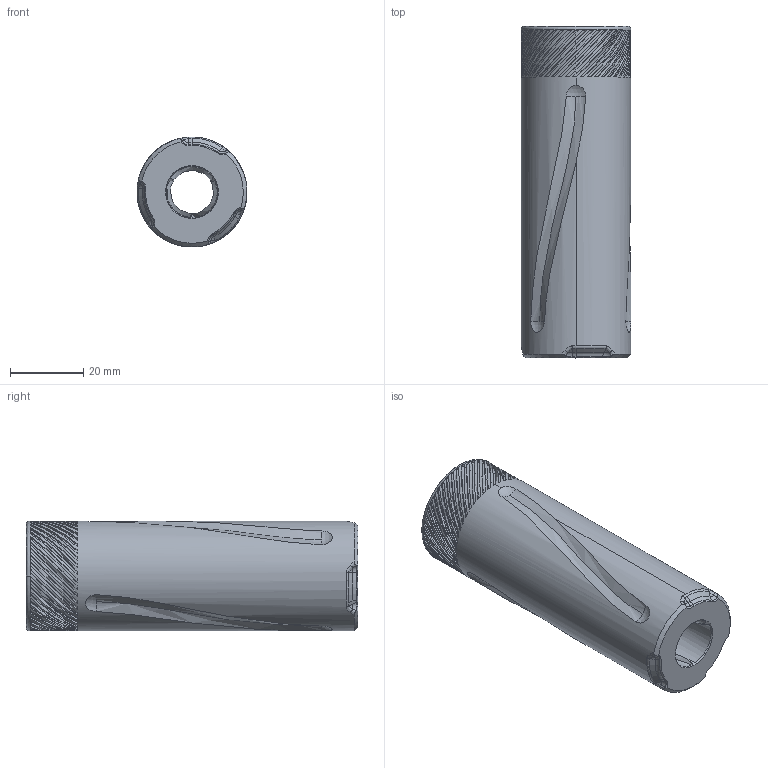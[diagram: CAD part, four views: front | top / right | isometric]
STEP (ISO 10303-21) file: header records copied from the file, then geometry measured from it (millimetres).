
FILE_DESCRIPTION (( 'STEP AP214' ), '1' );
FILE_NAME ('MXL Spigot SCAR Trivictus_NoNeck.STEP', '2023-04-23T12:23:10', ( '' ), ( '' ), 'SwSTEP 2.0', 'SolidWorks 2019', '' );
FILE_SCHEMA (( 'AUTOMOTIVE_DESIGN' ));
Length unit declared in the file: millimetre
Products named in the file (1): MXL Spigot SCAR Trivictus_NoNeck
Bounding box: 30 x 90.54 x 30 mm (x, y, z)
Volume: 43076.2 mm3; surface area: 15132.1 mm2
Topology: 1 solids, 1 shells, 351 faces, 918 edges, 603 vertices
Faces by surface type: bspline 122, plane 94, cylinder 74, cone 40, sphere 12, torus 9
Entity records: 21348 total; most frequent: CARTESIAN_POINT 13432, ORIENTED_EDGE 1836, DIRECTION 1350, EDGE_CURVE 918, VERTEX_POINT 603, AXIS2_PLACEMENT_3D 551, EDGE_LOOP 387, ADVANCED_FACE 351
